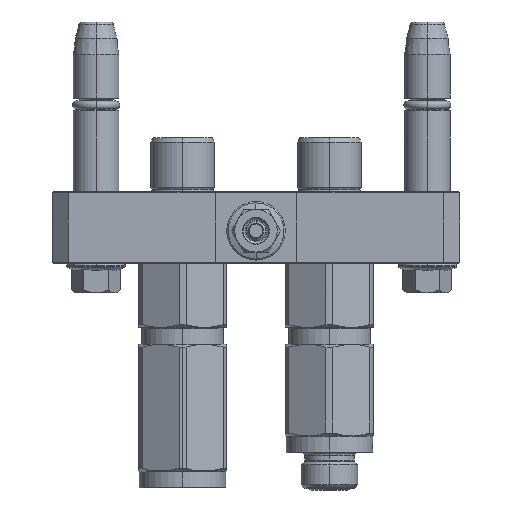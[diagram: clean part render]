
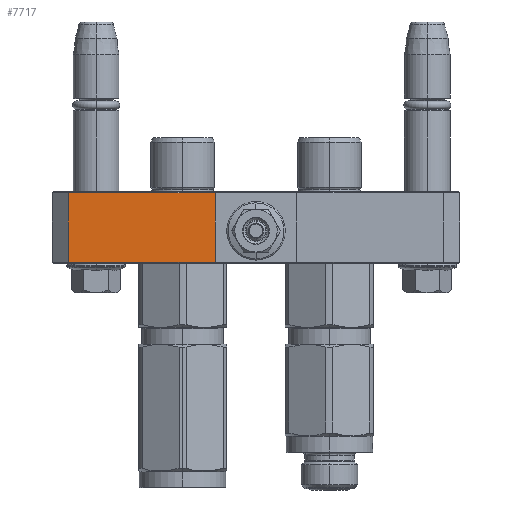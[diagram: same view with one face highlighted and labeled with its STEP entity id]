
A CAD part, front view. The second image highlights one B-rep face of the part: STEP entity #7717.
In plain terms, the highlighted face is planar.
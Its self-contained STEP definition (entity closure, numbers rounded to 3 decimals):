
#1569 = DIRECTION ( 'NONE',  ( 0., 0., 1. ) ) ;
#1865 = EDGE_LOOP ( 'NONE', ( #4636, #12727, #20534, #29456 ) ) ;
#2085 = VERTEX_POINT ( 'NONE', #10880 ) ;
#3503 = LINE ( 'NONE', #5027, #5284 ) ;
#4636 = ORIENTED_EDGE ( 'NONE', *, *, #7863, .T. ) ;
#4951 = DIRECTION ( 'NONE',  ( 1., 0., 0. ) ) ;
#4970 = EDGE_CURVE ( 'NONE', #6008, #10974, #3503, .T. ) ;
#5027 = CARTESIAN_POINT ( 'NONE',  ( 50., 21.7, -37.5 ) ) ;
#5284 = VECTOR ( 'NONE', #13238, 1000. ) ;
#5508 = CARTESIAN_POINT ( 'NONE',  ( 50., 0.3, -37.5 ) ) ;
#6008 = VERTEX_POINT ( 'NONE', #13273 ) ;
#7717 = ADVANCED_FACE ( 'NONE', ( #28777 ), #23743, .F. ) ;
#7863 = EDGE_CURVE ( 'NONE', #6008, #10106, #20361, .T. ) ;
#8061 = AXIS2_PLACEMENT_3D ( 'NONE', #9630, #1569, #12380 ) ;
#8122 = LINE ( 'NONE', #34179, #27618 ) ;
#9630 = CARTESIAN_POINT ( 'NONE',  ( -5., 22., -37.5 ) ) ;
#10106 = VERTEX_POINT ( 'NONE', #5508 ) ;
#10880 = CARTESIAN_POINT ( 'NONE',  ( 5., 0.3, -37.5 ) ) ;
#10974 = VERTEX_POINT ( 'NONE', #24476 ) ;
#11466 = DIRECTION ( 'NONE',  ( 0., -1., 0. ) ) ;
#11967 = VECTOR ( 'NONE', #15951, 1000. ) ;
#12380 = DIRECTION ( 'NONE',  ( 1., 0., 0. ) ) ;
#12727 = ORIENTED_EDGE ( 'NONE', *, *, #31344, .F. ) ;
#13238 = DIRECTION ( 'NONE',  ( -1., 0., 0. ) ) ;
#13273 = CARTESIAN_POINT ( 'NONE',  ( 50., 21.7, -37.5 ) ) ;
#15951 = DIRECTION ( 'NONE',  ( 0., -1., 0. ) ) ;
#16189 = CARTESIAN_POINT ( 'NONE',  ( 50., 21.7, -37.5 ) ) ;
#19925 = LINE ( 'NONE', #21875, #22560 ) ;
#20361 = LINE ( 'NONE', #16189, #11967 ) ;
#20534 = ORIENTED_EDGE ( 'NONE', *, *, #27153, .F. ) ;
#21875 = CARTESIAN_POINT ( 'NONE',  ( 5., 0.3, -37.5 ) ) ;
#22560 = VECTOR ( 'NONE', #4951, 1000. ) ;
#23743 = PLANE ( 'NONE',  #8061 ) ;
#24476 = CARTESIAN_POINT ( 'NONE',  ( 5., 21.7, -37.5 ) ) ;
#27153 = EDGE_CURVE ( 'NONE', #10974, #2085, #8122, .T. ) ;
#27618 = VECTOR ( 'NONE', #11466, 1000. ) ;
#28777 = FACE_OUTER_BOUND ( 'NONE', #1865, .T. ) ;
#29456 = ORIENTED_EDGE ( 'NONE', *, *, #4970, .F. ) ;
#31344 = EDGE_CURVE ( 'NONE', #2085, #10106, #19925, .T. ) ;
#34179 = CARTESIAN_POINT ( 'NONE',  ( 5., 21.7, -37.5 ) ) ;
